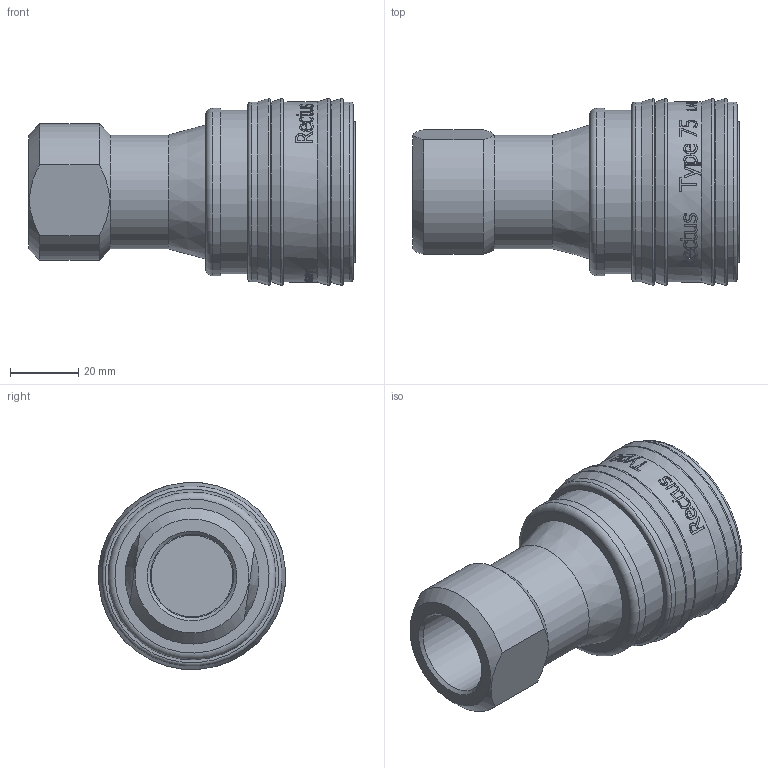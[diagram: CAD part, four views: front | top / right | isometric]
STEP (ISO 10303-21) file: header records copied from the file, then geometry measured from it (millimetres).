
FILE_DESCRIPTION((''),'2;1');
FILE_NAME('75kbiw26evx.stp','2014-06-18T11:43:19',('IA176480'),(''),'Autodesk Inventor 2013','Autodesk Inventor 2013','');
FILE_SCHEMA(('AUTOMOTIVE_DESIGN { 1 0 10303 214 1 1 1 1 }'));
Length unit declared in the file: millimetre
Products named in the file (1): D110781
Bounding box: 96 x 54.91 x 54.91 mm (x, y, z)
Volume: 123395.2 mm3; surface area: 33074 mm2
Topology: 2 solids, 4 shells, 731 faces, 1933 edges, 1285 vertices
Faces by surface type: plane 305, bspline 301, cylinder 90, cone 23, torus 12
Full cylindrical faces by diameter (mm): 24.5 x1, 33.5 x1, 36.655 x2, 37.6 x2, 38.8 x1, 41.3 x2, 41.7 x1, 46 x1, 48 x1, 48.3 x1, 49.3 x1, 53 x3
Entity records: 102438 total; most frequent: CARTESIAN_POINT 86428, ORIENTED_EDGE 3716, DIRECTION 2034, EDGE_CURVE 1858, VERTEX_POINT 1262, B_SPLINE_CURVE_WITH_KNOTS 899, EDGE_LOOP 866, VECTOR 736
